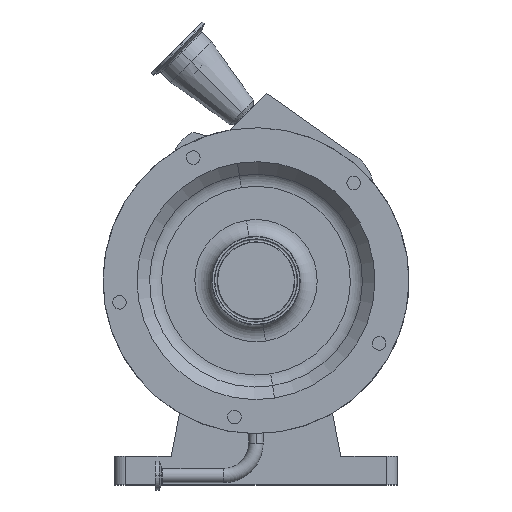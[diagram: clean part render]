
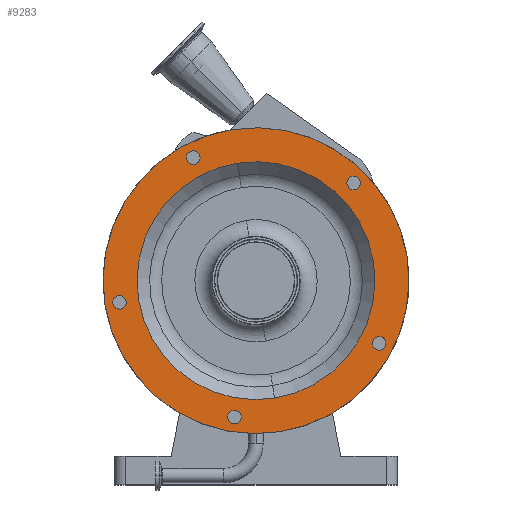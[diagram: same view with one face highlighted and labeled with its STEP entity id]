
A CAD part, top view. The second image highlights one B-rep face of the part: STEP entity #9283.
In plain terms, the highlighted planar face has unit normal (0, 0, 1).
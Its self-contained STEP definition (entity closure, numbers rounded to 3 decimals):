
#1727 = CIRCLE ( 'NONE', #1808, 105. ) ;
#1758 = CARTESIAN_POINT ( 'NONE',  ( 0., 0., 200. ) ) ;
#1792 = AXIS2_PLACEMENT_3D ( 'NONE', #1840, #1839, #1838 ) ;
#1806 = DIRECTION ( 'NONE',  ( -0.156, 0.988, 0. ) ) ;
#1807 = DIRECTION ( 'NONE',  ( 0., 0., 1. ) ) ;
#1808 = AXIS2_PLACEMENT_3D ( 'NONE', #1758, #1807, #1806 ) ;
#1822 = DIRECTION ( 'NONE',  ( -0.156, 0.988, 0. ) ) ;
#1823 = DIRECTION ( 'NONE',  ( 0., 0., 1. ) ) ;
#1824 = CARTESIAN_POINT ( 'NONE',  ( -120.498, -19.085, 200. ) ) ;
#1825 = AXIS2_PLACEMENT_3D ( 'NONE', #1824, #1823, #1822 ) ;
#1826 = CIRCLE ( 'NONE', #1825, 6. ) ;
#1829 = DIRECTION ( 'NONE',  ( 0.707, -0.707, 0. ) ) ;
#1830 = DIRECTION ( 'NONE',  ( 0., 0., 1. ) ) ;
#1831 = CARTESIAN_POINT ( 'NONE',  ( 86.267, 86.267, 200. ) ) ;
#1832 = AXIS2_PLACEMENT_3D ( 'NONE', #1831, #1830, #1829 ) ;
#1833 = CIRCLE ( 'NONE', #1880, 6. ) ;
#1835 = PLANE ( 'NONE',  #1870 ) ;
#1838 = DIRECTION ( 'NONE',  ( -0.454, -0.891, 0. ) ) ;
#1839 = DIRECTION ( 'NONE',  ( 0., 0., 1. ) ) ;
#1840 = CARTESIAN_POINT ( 'NONE',  ( 108.703, -55.387, 200. ) ) ;
#1841 = CIRCLE ( 'NONE', #1832, 6. ) ;
#1847 = CIRCLE ( 'NONE', #1792, 6. ) ;
#1851 = FACE_BOUND ( 'NONE', #9296, .T. ) ;
#1852 = CARTESIAN_POINT ( 'NONE',  ( -38.52, -6.101, 200. ) ) ;
#1856 = FACE_BOUND ( 'NONE', #9280, .T. ) ;
#1859 = FACE_OUTER_BOUND ( 'NONE', #5645, .T. ) ;
#1861 = FACE_BOUND ( 'NONE', #5627, .T. ) ;
#1865 = DIRECTION ( 'NONE',  ( 0.891, 0.454, 0. ) ) ;
#1866 = DIRECTION ( 'NONE',  ( 0., 0., 1. ) ) ;
#1867 = CARTESIAN_POINT ( 'NONE',  ( -55.387, 108.703, 200. ) ) ;
#1870 = AXIS2_PLACEMENT_3D ( 'NONE', #1852, #1911, #1901 ) ;
#1873 = AXIS2_PLACEMENT_3D ( 'NONE', #1867, #1866, #1865 ) ;
#1876 = DIRECTION ( 'NONE',  ( -0.988, 0.156, 0. ) ) ;
#1877 = DIRECTION ( 'NONE',  ( 0., 0., 1. ) ) ;
#1878 = CARTESIAN_POINT ( 'NONE',  ( -19.085, -120.498, 200. ) ) ;
#1879 = CIRCLE ( 'NONE', #1873, 6. ) ;
#1880 = AXIS2_PLACEMENT_3D ( 'NONE', #1878, #1877, #1876 ) ;
#1888 = DIRECTION ( 'NONE',  ( -0.156, 0.988, 0. ) ) ;
#1889 = DIRECTION ( 'NONE',  ( 0., 0., 1. ) ) ;
#1890 = CARTESIAN_POINT ( 'NONE',  ( 0., 0., 200. ) ) ;
#1891 = AXIS2_PLACEMENT_3D ( 'NONE', #1890, #1889, #1888 ) ;
#1892 = CIRCLE ( 'NONE', #1891, 135. ) ;
#1901 = DIRECTION ( 'NONE',  ( 0.156, -0.988, 0. ) ) ;
#1906 = FACE_BOUND ( 'NONE', #9297, .T. ) ;
#1907 = FACE_BOUND ( 'NONE', #8472, .T. ) ;
#1911 = DIRECTION ( 'NONE',  ( 0., 0., -1. ) ) ;
#1912 = FACE_BOUND ( 'NONE', #5595, .T. ) ;
#5282 = VERTEX_POINT ( 'NONE', #6697 ) ;
#5283 = VERTEX_POINT ( 'NONE', #6660 ) ;
#5319 = EDGE_CURVE ( 'NONE', #5282, #5283, #6653, .T. ) ;
#5371 = VERTEX_POINT ( 'NONE', #7252 ) ;
#5374 = EDGE_CURVE ( 'NONE', #5371, #5424, #7242, .T. ) ;
#5389 = VERTEX_POINT ( 'NONE', #5787 ) ;
#5403 = VERTEX_POINT ( 'NONE', #5875 ) ;
#5414 = EDGE_CURVE ( 'NONE', #5571, #5389, #5923, .T. ) ;
#5424 = VERTEX_POINT ( 'NONE', #5925 ) ;
#5433 = VERTEX_POINT ( 'NONE', #5908 ) ;
#5437 = VERTEX_POINT ( 'NONE', #6011 ) ;
#5439 = EDGE_CURVE ( 'NONE', #5403, #5437, #6006, .T. ) ;
#5450 = VERTEX_POINT ( 'NONE', #5973 ) ;
#5541 = VERTEX_POINT ( 'NONE', #6008 ) ;
#5542 = EDGE_CURVE ( 'NONE', #5450, #5541, #5979, .T. ) ;
#5546 = VERTEX_POINT ( 'NONE', #6005 ) ;
#5548 = EDGE_CURVE ( 'NONE', #5433, #5546, #5935, .T. ) ;
#5571 = VERTEX_POINT ( 'NONE', #6020 ) ;
#5595 = EDGE_LOOP ( 'NONE', ( #5629, #5644 ) ) ;
#5623 = ORIENTED_EDGE ( 'NONE', *, *, #9132, .F. ) ;
#5627 = EDGE_LOOP ( 'NONE', ( #9288, #9290 ) ) ;
#5628 = ORIENTED_EDGE ( 'NONE', *, *, #5439, .F. ) ;
#5629 = ORIENTED_EDGE ( 'NONE', *, *, #9229, .F. ) ;
#5640 = ORIENTED_EDGE ( 'NONE', *, *, #5374, .F. ) ;
#5641 = ORIENTED_EDGE ( 'NONE', *, *, #9227, .F. ) ;
#5643 = ORIENTED_EDGE ( 'NONE', *, *, #9225, .F. ) ;
#5644 = ORIENTED_EDGE ( 'NONE', *, *, #5542, .F. ) ;
#5645 = EDGE_LOOP ( 'NONE', ( #9291, #9289 ) ) ;
#5656 = VERTEX_POINT ( 'NONE', #6170 ) ;
#5738 = EDGE_CURVE ( 'NONE', #5656, #5740, #6496, .T. ) ;
#5740 = VERTEX_POINT ( 'NONE', #6271 ) ;
#5787 = CARTESIAN_POINT ( 'NONE',  ( -50.041, 111.427, 200. ) ) ;
#5875 = CARTESIAN_POINT ( 'NONE',  ( 111.427, -50.041, 200. ) ) ;
#5906 = DIRECTION ( 'NONE',  ( 0.891, 0.454, 0. ) ) ;
#5907 = DIRECTION ( 'NONE',  ( 0., 0., 1. ) ) ;
#5908 = CARTESIAN_POINT ( 'NONE',  ( -13.159, -121.437, 200. ) ) ;
#5911 = CARTESIAN_POINT ( 'NONE',  ( -55.387, 108.703, 200. ) ) ;
#5915 = AXIS2_PLACEMENT_3D ( 'NONE', #5911, #5907, #5906 ) ;
#5923 = CIRCLE ( 'NONE', #5915, 6. ) ;
#5925 = CARTESIAN_POINT ( 'NONE',  ( 90.51, 82.024, 200. ) ) ;
#5935 = CIRCLE ( 'NONE', #5971, 6. ) ;
#5941 = DIRECTION ( 'NONE',  ( -0.988, 0.156, 0. ) ) ;
#5942 = DIRECTION ( 'NONE',  ( -0.156, 0.988, 0. ) ) ;
#5943 = DIRECTION ( 'NONE',  ( 0., 0., 1. ) ) ;
#5944 = AXIS2_PLACEMENT_3D ( 'NONE', #5991, #5943, #5942 ) ;
#5951 = DIRECTION ( 'NONE',  ( 0., 0., 1. ) ) ;
#5961 = CARTESIAN_POINT ( 'NONE',  ( 108.703, -55.387, 200. ) ) ;
#5971 = AXIS2_PLACEMENT_3D ( 'NONE', #5977, #6003, #5941 ) ;
#5973 = CARTESIAN_POINT ( 'NONE',  ( -119.559, -25.011, 200. ) ) ;
#5977 = CARTESIAN_POINT ( 'NONE',  ( -19.085, -120.498, 200. ) ) ;
#5979 = CIRCLE ( 'NONE', #5944, 6. ) ;
#5991 = CARTESIAN_POINT ( 'NONE',  ( -120.498, -19.085, 200. ) ) ;
#6001 = DIRECTION ( 'NONE',  ( -0.454, -0.891, 0. ) ) ;
#6002 = AXIS2_PLACEMENT_3D ( 'NONE', #5961, #5951, #6001 ) ;
#6003 = DIRECTION ( 'NONE',  ( 0., 0., 1. ) ) ;
#6005 = CARTESIAN_POINT ( 'NONE',  ( -25.011, -119.559, 200. ) ) ;
#6006 = CIRCLE ( 'NONE', #6002, 6. ) ;
#6008 = CARTESIAN_POINT ( 'NONE',  ( -121.437, -13.159, 200. ) ) ;
#6011 = CARTESIAN_POINT ( 'NONE',  ( 105.979, -60.733, 200. ) ) ;
#6020 = CARTESIAN_POINT ( 'NONE',  ( -60.733, 105.979, 200. ) ) ;
#6170 = CARTESIAN_POINT ( 'NONE',  ( 16.426, -103.707, 200. ) ) ;
#6271 = CARTESIAN_POINT ( 'NONE',  ( -16.426, 103.707, 200. ) ) ;
#6496 = CIRCLE ( 'NONE', #6509, 105. ) ;
#6499 = CARTESIAN_POINT ( 'NONE',  ( 0., 0., 200. ) ) ;
#6506 = DIRECTION ( 'NONE',  ( -0.156, 0.988, 0. ) ) ;
#6507 = DIRECTION ( 'NONE',  ( 0., 0., 1. ) ) ;
#6509 = AXIS2_PLACEMENT_3D ( 'NONE', #6499, #6507, #6506 ) ;
#6653 = CIRCLE ( 'NONE', #6743, 135. ) ;
#6660 = CARTESIAN_POINT ( 'NONE',  ( 21.119, -133.338, 200. ) ) ;
#6697 = CARTESIAN_POINT ( 'NONE',  ( -21.119, 133.338, 200. ) ) ;
#6743 = AXIS2_PLACEMENT_3D ( 'NONE', #6807, #6895, #6903 ) ;
#6807 = CARTESIAN_POINT ( 'NONE',  ( 0., 0., 200. ) ) ;
#6895 = DIRECTION ( 'NONE',  ( 0., 0., 1. ) ) ;
#6903 = DIRECTION ( 'NONE',  ( -0.156, 0.988, 0. ) ) ;
#7231 = DIRECTION ( 'NONE',  ( 0.707, -0.707, 0. ) ) ;
#7232 = DIRECTION ( 'NONE',  ( 0., 0., 1. ) ) ;
#7233 = CARTESIAN_POINT ( 'NONE',  ( 86.267, 86.267, 200. ) ) ;
#7234 = AXIS2_PLACEMENT_3D ( 'NONE', #7233, #7232, #7231 ) ;
#7242 = CIRCLE ( 'NONE', #7234, 6. ) ;
#7252 = CARTESIAN_POINT ( 'NONE',  ( 82.024, 90.51, 200. ) ) ;
#8472 = EDGE_LOOP ( 'NONE', ( #9269, #9294 ) ) ;
#9132 = EDGE_CURVE ( 'NONE', #5740, #5656, #1727, .T. ) ;
#9225 = EDGE_CURVE ( 'NONE', #5437, #5403, #1847, .T. ) ;
#9227 = EDGE_CURVE ( 'NONE', #5424, #5371, #1841, .T. ) ;
#9229 = EDGE_CURVE ( 'NONE', #5541, #5450, #1826, .T. ) ;
#9236 = EDGE_CURVE ( 'NONE', #5546, #5433, #1833, .T. ) ;
#9268 = EDGE_CURVE ( 'NONE', #5389, #5571, #1879, .T. ) ;
#9269 = ORIENTED_EDGE ( 'NONE', *, *, #9268, .F. ) ;
#9280 = EDGE_LOOP ( 'NONE', ( #5641, #5640 ) ) ;
#9283 = ADVANCED_FACE ( 'NONE', ( #1907, #1856, #1851, #1861, #1912, #1859, #1906 ), #1835, .F. ) ;
#9288 = ORIENTED_EDGE ( 'NONE', *, *, #9236, .F. ) ;
#9289 = ORIENTED_EDGE ( 'NONE', *, *, #9292, .T. ) ;
#9290 = ORIENTED_EDGE ( 'NONE', *, *, #5548, .F. ) ;
#9291 = ORIENTED_EDGE ( 'NONE', *, *, #5319, .T. ) ;
#9292 = EDGE_CURVE ( 'NONE', #5283, #5282, #1892, .T. ) ;
#9294 = ORIENTED_EDGE ( 'NONE', *, *, #5414, .F. ) ;
#9295 = ORIENTED_EDGE ( 'NONE', *, *, #5738, .F. ) ;
#9296 = EDGE_LOOP ( 'NONE', ( #5643, #5628 ) ) ;
#9297 = EDGE_LOOP ( 'NONE', ( #5623, #9295 ) ) ;
